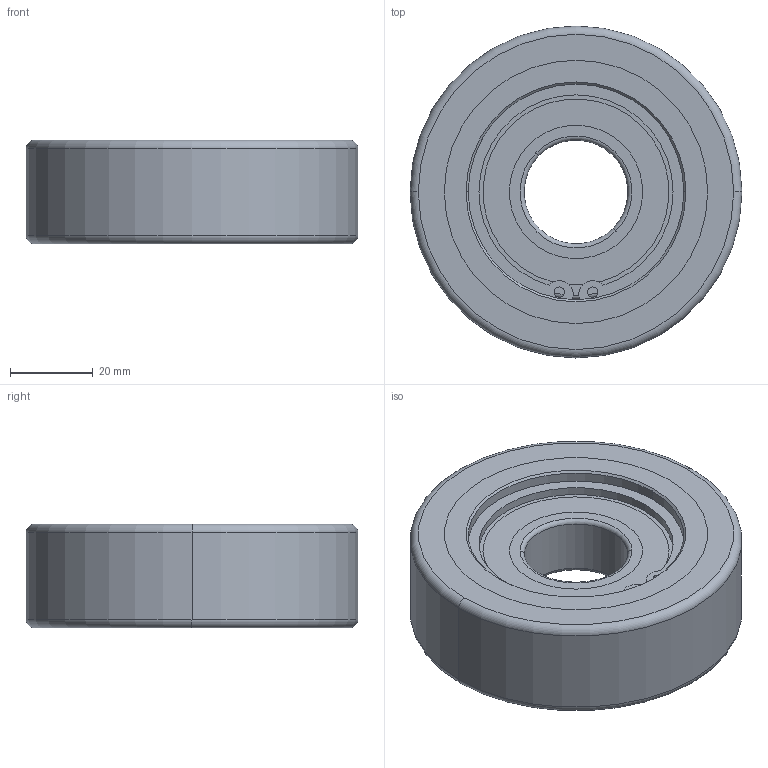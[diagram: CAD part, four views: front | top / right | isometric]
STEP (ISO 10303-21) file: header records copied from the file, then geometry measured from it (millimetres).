
FILE_DESCRIPTION (( 'STEP AP214' ), '1' );
FILE_NAME ('K0033177_FVUS-080-25-15-K25.step', '2023-10-27T09:47:54', ( '' ), ( '' ), 'SwSTEP 2.0', 'SolidWorks 2020', '' );
FILE_SCHEMA (( 'AUTOMOTIVE_DESIGN' ));
Length unit declared in the file: millimetre
Products named in the file (1): K0033177_FVUS-080-25-15-K25
Bounding box: 80 x 80 x 25 mm (x, y, z)
Volume: 95563.9 mm3; surface area: 44791.4 mm2
Topology: 8 solids, 8 shells, 102 faces, 213 edges, 132 vertices
Faces by surface type: cylinder 55, torus 22, plane 21, cone 4
Entity records: 4026 total; most frequent: DIRECTION 573, CARTESIAN_POINT 448, ORIENTED_EDGE 426, AXIS2_PLACEMENT_3D 257, EDGE_CURVE 213, CIRCLE 154, VERTEX_POINT 132, EDGE_LOOP 125
